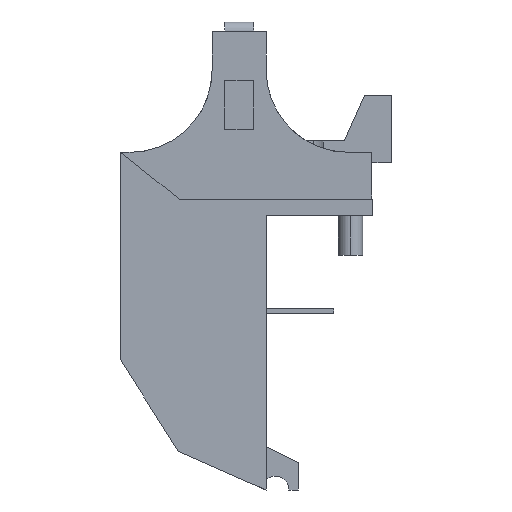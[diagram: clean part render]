
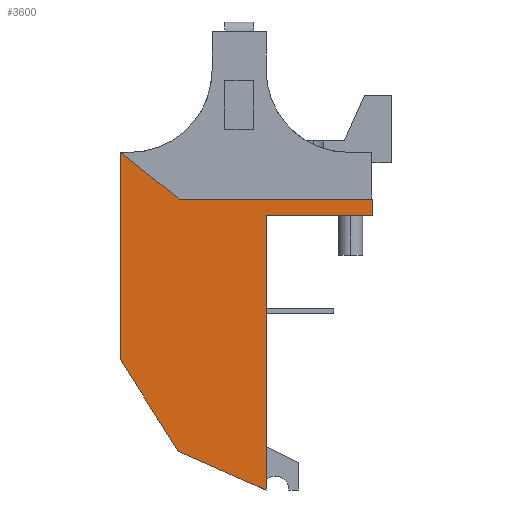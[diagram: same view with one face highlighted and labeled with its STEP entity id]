
A CAD part, left-side view. The second image highlights one B-rep face of the part: STEP entity #3600.
In plain terms, the highlighted planar face has unit normal (-1, 0, 0).
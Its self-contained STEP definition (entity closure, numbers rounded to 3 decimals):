
#2=DIRECTION('',(0.,-0.783,-0.622));
#3=VECTOR('',#2,15.586);
#4=CARTESIAN_POINT('',(0.,52.2,70.));
#5=LINE('',#4,#3);
#6=DIRECTION('',(0.,1.,0.));
#7=VECTOR('',#6,40.);
#8=CARTESIAN_POINT('',(0.,0.,60.3));
#9=LINE('',#8,#7);
#10=DIRECTION('',(0.,0.,1.));
#11=VECTOR('',#10,3.5);
#12=CARTESIAN_POINT('',(0.,0.,56.8));
#13=LINE('',#12,#11);
#14=DIRECTION('',(0.,-1.,0.));
#15=VECTOR('',#14,22.);
#16=CARTESIAN_POINT('',(0.,22.,56.8));
#17=LINE('',#16,#15);
#18=DIRECTION('',(0.,0.,1.));
#19=VECTOR('',#18,56.8);
#20=CARTESIAN_POINT('',(0.,22.,0.));
#21=LINE('',#20,#19);
#22=DIRECTION('',(0.,-0.915,-0.402));
#23=VECTOR('',#22,19.881);
#24=CARTESIAN_POINT('',(0.,40.2,8.));
#25=LINE('',#24,#23);
#26=DIRECTION('',(0.,-0.534,-0.845));
#27=VECTOR('',#26,22.472);
#28=CARTESIAN_POINT('',(0.,52.2,27.));
#29=LINE('',#28,#27);
#30=DIRECTION('',(0.,0.,-1.));
#31=VECTOR('',#30,43.);
#32=CARTESIAN_POINT('',(0.,52.2,70.));
#33=LINE('',#32,#31);
#2766=CARTESIAN_POINT('',(0.,22.,0.));
#2767=CARTESIAN_POINT('',(0.,22.,56.8));
#2768=VERTEX_POINT('',#2766);
#2769=VERTEX_POINT('',#2767);
#2770=CARTESIAN_POINT('',(0.,0.,56.8));
#2771=VERTEX_POINT('',#2770);
#2772=CARTESIAN_POINT('',(0.,52.2,27.));
#2773=CARTESIAN_POINT('',(0.,40.2,8.));
#2774=VERTEX_POINT('',#2772);
#2775=VERTEX_POINT('',#2773);
#2786=CARTESIAN_POINT('',(0.,52.2,70.));
#2787=CARTESIAN_POINT('',(0.,40.,60.3));
#2788=VERTEX_POINT('',#2786);
#2789=VERTEX_POINT('',#2787);
#2790=CARTESIAN_POINT('',(0.,0.,60.3));
#2791=VERTEX_POINT('',#2790);
#3577=CARTESIAN_POINT('',(0.,0.,0.));
#3578=DIRECTION('',(-1.,0.,0.));
#3579=DIRECTION('',(0.,0.,1.));
#3580=AXIS2_PLACEMENT_3D('',#3577,#3578,#3579);
#3581=PLANE('',#3580);
#3583=ORIENTED_EDGE('',*,*,#3582,.T.);
#3585=ORIENTED_EDGE('',*,*,#3584,.F.);
#3587=ORIENTED_EDGE('',*,*,#3586,.F.);
#3589=ORIENTED_EDGE('',*,*,#3588,.F.);
#3591=ORIENTED_EDGE('',*,*,#3590,.F.);
#3593=ORIENTED_EDGE('',*,*,#3592,.F.);
#3595=ORIENTED_EDGE('',*,*,#3594,.F.);
#3597=ORIENTED_EDGE('',*,*,#3596,.F.);
#3598=EDGE_LOOP('',(#3583,#3585,#3587,#3589,#3591,#3593,#3595,#3597));
#3599=FACE_OUTER_BOUND('',#3598,.F.);
#3582=EDGE_CURVE('',#2788,#2789,#5,.T.);
#3584=EDGE_CURVE('',#2791,#2789,#9,.T.);
#3586=EDGE_CURVE('',#2771,#2791,#13,.T.);
#3588=EDGE_CURVE('',#2769,#2771,#17,.T.);
#3590=EDGE_CURVE('',#2768,#2769,#21,.T.);
#3592=EDGE_CURVE('',#2775,#2768,#25,.T.);
#3594=EDGE_CURVE('',#2774,#2775,#29,.T.);
#3596=EDGE_CURVE('',#2788,#2774,#33,.T.);
#3600=ADVANCED_FACE('',(#3599),#3581,.T.);
